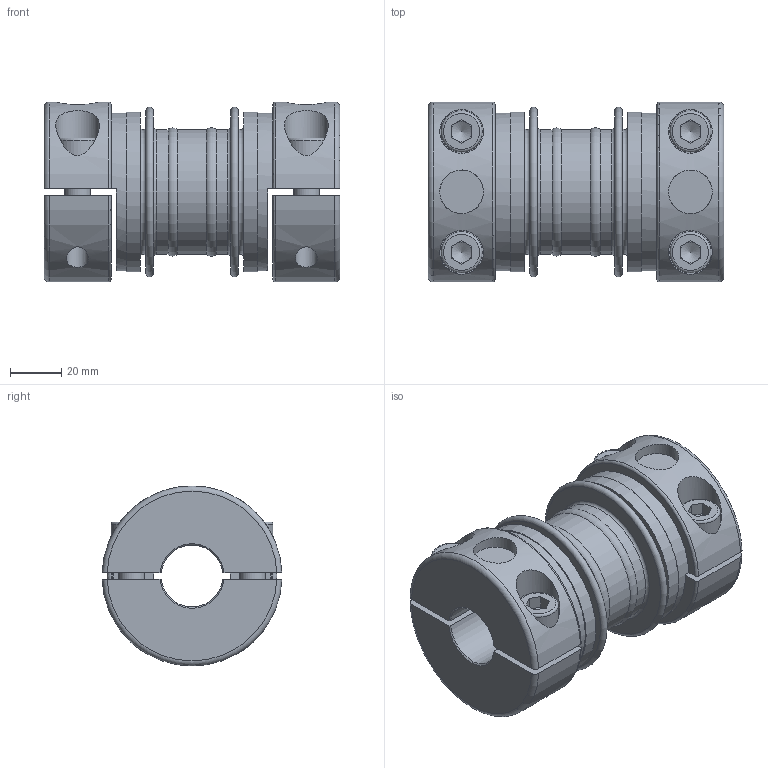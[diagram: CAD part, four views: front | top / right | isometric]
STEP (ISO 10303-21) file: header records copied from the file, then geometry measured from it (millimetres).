
FILE_DESCRIPTION( ( 'Unknown' ), '1' );
FILE_NAME( 'KRH 80.stp', 'Unknown', ( 'Unknown' ), ( 'Unknown' ), 'PSStep 10.1', 'Unknown', ' ' );
FILE_SCHEMA( ( 'AUTOMOTIVE_DESIGN { 1 0 10303 214 1 1 1 1 }' ) );
Length unit declared in the file: millimetre
Products named in the file (1): KT102204
Bounding box: 115 x 69.96 x 70 mm (x, y, z)
Volume: 224056.7 mm3; surface area: 69036.7 mm2
Topology: 1 solids, 1 shells, 164 faces, 371 edges, 239 vertices
Faces by surface type: plane 96, cylinder 40, torus 20, cone 8
Full cylindrical faces by diameter (mm): 8.5 x4, 10 x4, 10.4 x4, 16 x4, 17 x6, 30 x2, 46.461 x1, 48.6 x3, 61.3 x2, 62.1 x2
Entity records: 6438 total; most frequent: CARTESIAN_POINT 1717, DIRECTION 718, ORIENTED_EDGE 596, EDGE_CURVE 298, AXIS2_PLACEMENT_3D 289, EDGE_LOOP 248, VERTEX_POINT 218, FACE_OUTER_BOUND 208
